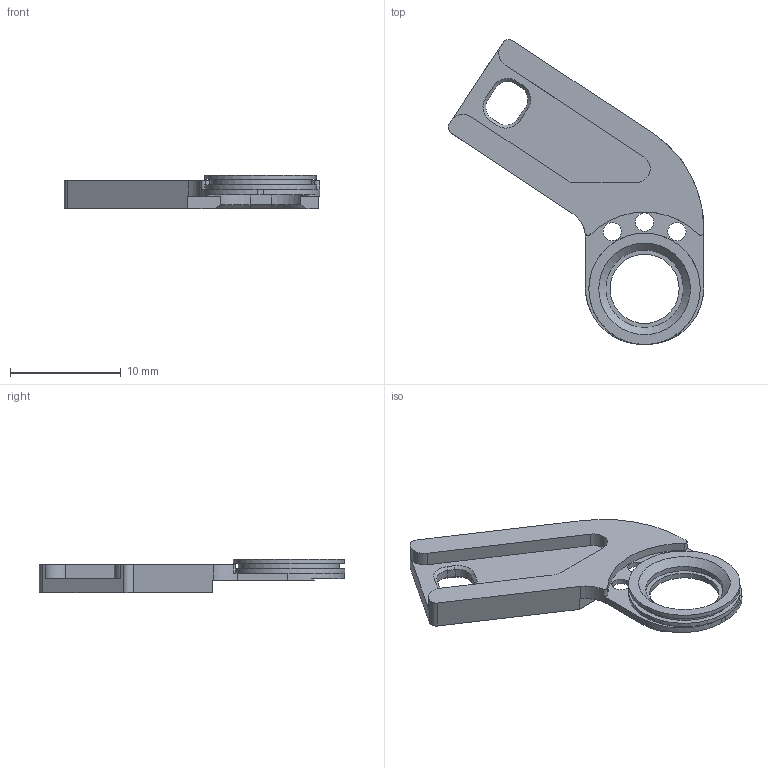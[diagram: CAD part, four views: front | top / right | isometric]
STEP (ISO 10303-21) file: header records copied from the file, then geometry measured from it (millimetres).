
FILE_DESCRIPTION(/* description */ ('MBS INLINE RING TAB THIN'),/* implementation_level */ '2;1');
FILE_NAME(/* name */ 'J009523 MBS INLINE RING TAB THIN Rev -.stp',/* time_stamp */ '2020-10-13T21:21:05-04:00',/* author */ ('arnoldj'),/* organization */ (''),/* preprocessor_version */ 'ST-DEVELOPER v18',/* originating_system */ 'Autodesk Inventor 2020',/* authorisation */ '');
FILE_SCHEMA (('AUTOMOTIVE_DESIGN { 1 0 10303 214 3 1 1 }'));
Length unit declared in the file: inch
Products named in the file (1): J009523 
Bounding box: 23.04 x 27.53 x 3.05 mm (x, y, z)
Volume: 445.2 mm3; surface area: 850.3 mm2
Topology: 1 solids, 1 shells, 81 faces, 215 edges, 148 vertices
Faces by surface type: plane 40, cylinder 30, cone 11
Full cylindrical faces by diameter (mm): 1.651 x3, 6.238 x1, 7 x1, 8 x1, 9.134 x1, 10.048 x2
Entity records: 2575 total; most frequent: DIRECTION 455, CARTESIAN_POINT 442, ORIENTED_EDGE 414, EDGE_CURVE 207, AXIS2_PLACEMENT_3D 167, VERTEX_POINT 132, LINE 121, VECTOR 121
